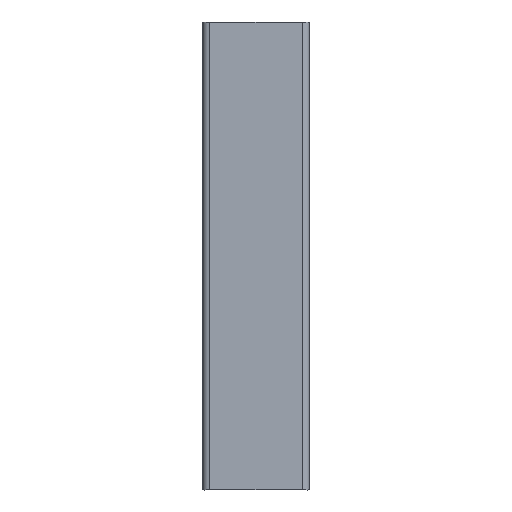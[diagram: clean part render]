
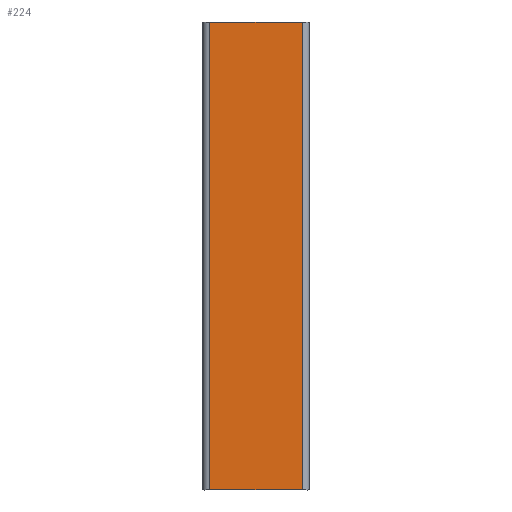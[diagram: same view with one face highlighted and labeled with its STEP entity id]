
A CAD part, top view. The second image highlights one B-rep face of the part: STEP entity #224.
In plain terms, the highlighted planar face has unit normal (0, 0, 1).
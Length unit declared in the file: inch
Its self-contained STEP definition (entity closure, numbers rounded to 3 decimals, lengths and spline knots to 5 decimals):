
#161=CARTESIAN_POINT('',(4.50172,12.19715,0.31039));
#162=VERTEX_POINT('',#161);
#170=CARTESIAN_POINT('',(4.50172,6.19715,0.31039));
#171=VERTEX_POINT('',#170);
#172=CARTESIAN_POINT('',(4.50172,6.19715,0.31039));
#173=DIRECTION('',(0.,1.,0.));
#174=VECTOR('',#173,1.);
#175=LINE('',#172,#174);
#176=EDGE_CURVE('',#171,#162,#175,.T.);
#194=CARTESIAN_POINT('',(3.31772,12.19715,0.31039));
#195=VERTEX_POINT('',#194);
#196=CARTESIAN_POINT('',(4.50172,12.19715,0.31039));
#197=DIRECTION('',(-1.,0.,0.));
#198=VECTOR('',#197,1.);
#199=LINE('',#196,#198);
#200=EDGE_CURVE('',#162,#195,#199,.T.);
#201=ORIENTED_EDGE('',*,*,#200,.T.);
#202=CARTESIAN_POINT('',(3.31772,6.19715,0.31039));
#203=VERTEX_POINT('',#202);
#204=CARTESIAN_POINT('',(3.31772,6.19715,0.31039));
#205=DIRECTION('',(0.,1.,0.));
#206=VECTOR('',#205,1.);
#207=LINE('',#204,#206);
#208=EDGE_CURVE('',#203,#195,#207,.T.);
#209=ORIENTED_EDGE('',*,*,#208,.F.);
#210=CARTESIAN_POINT('',(4.50172,6.19715,0.31039));
#211=DIRECTION('',(-1.,0.,0.));
#212=VECTOR('',#211,1.);
#213=LINE('',#210,#212);
#214=EDGE_CURVE('',#171,#203,#213,.T.);
#215=ORIENTED_EDGE('',*,*,#214,.F.);
#216=ORIENTED_EDGE('',*,*,#176,.T.);
#217=EDGE_LOOP('',(#201,#209,#215,#216));
#218=FACE_OUTER_BOUND('',#217,.T.);
#219=CARTESIAN_POINT('',(3.90972,6.19715,0.31039));
#220=DIRECTION('',(0.,0.,1.));
#221=DIRECTION('',(1.,0.,0.));
#222=AXIS2_PLACEMENT_3D('',#219,#220,#221);
#223=PLANE('',#222);
#224=ADVANCED_FACE('',(#218),#223,.T.);
